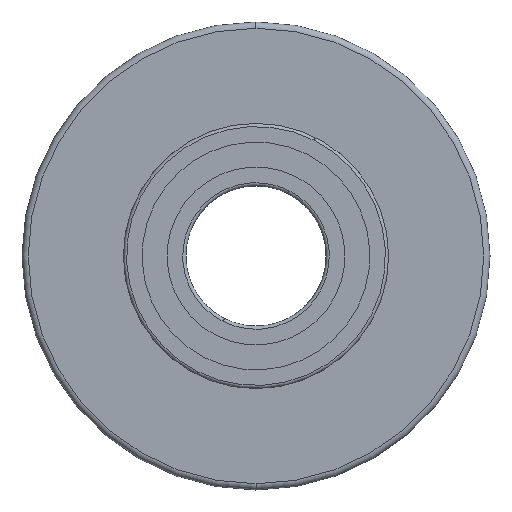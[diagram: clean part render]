
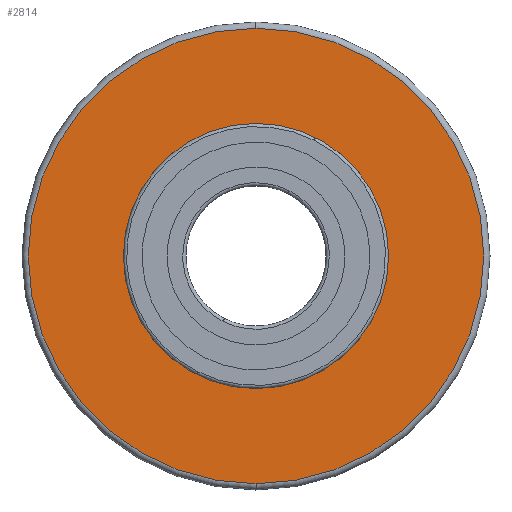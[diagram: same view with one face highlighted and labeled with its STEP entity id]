
A CAD part, left-side view. The second image highlights one B-rep face of the part: STEP entity #2814.
In plain terms, the highlighted planar face has unit normal (-1, 0, 0).
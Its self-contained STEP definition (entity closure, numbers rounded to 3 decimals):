
#100 = EDGE_CURVE ( 'NONE', #3996, #5132, #5236, .T. ) ;
#131 = AXIS2_PLACEMENT_3D ( 'NONE', #3867, #2228, #5046 ) ;
#139 = DIRECTION ( 'NONE',  ( 1., 0., 0. ) ) ;
#155 = EDGE_LOOP ( 'NONE', ( #773, #202 ) ) ;
#163 = CARTESIAN_POINT ( 'NONE',  ( -22.5, 0., -42.5 ) ) ;
#202 = ORIENTED_EDGE ( 'NONE', *, *, #100, .T. ) ;
#301 = DIRECTION ( 'NONE',  ( 0., 0., -1. ) ) ;
#423 = CARTESIAN_POINT ( 'NONE',  ( -22.5, 0., -73. ) ) ;
#483 = DIRECTION ( 'NONE',  ( 1., 0., 0. ) ) ;
#536 = FACE_OUTER_BOUND ( 'NONE', #1533, .T. ) ;
#540 = AXIS2_PLACEMENT_3D ( 'NONE', #1602, #3148, #5202 ) ;
#773 = ORIENTED_EDGE ( 'NONE', *, *, #3779, .T. ) ;
#1043 = ORIENTED_EDGE ( 'NONE', *, *, #4785, .T. ) ;
#1156 = AXIS2_PLACEMENT_3D ( 'NONE', #2318, #4763, #301 ) ;
#1533 = EDGE_LOOP ( 'NONE', ( #1043, #2981 ) ) ;
#1602 = CARTESIAN_POINT ( 'NONE',  ( -22.5, 0., 0. ) ) ;
#1741 = DIRECTION ( 'NONE',  ( 0., 0., -1. ) ) ;
#2131 = PLANE ( 'NONE',  #2818 ) ;
#2228 = DIRECTION ( 'NONE',  ( -1., 0., 0. ) ) ;
#2318 = CARTESIAN_POINT ( 'NONE',  ( -22.5, 0., 0. ) ) ;
#2440 = CARTESIAN_POINT ( 'NONE',  ( -22.5, 0., 42.5 ) ) ;
#2461 = VERTEX_POINT ( 'NONE', #423 ) ;
#2687 = EDGE_CURVE ( 'NONE', #4000, #2461, #3430, .T. ) ;
#2755 = CIRCLE ( 'NONE', #4069, 42.5 ) ;
#2814 = ADVANCED_FACE ( 'NONE', ( #3394, #536 ), #2131, .F. ) ;
#2818 = AXIS2_PLACEMENT_3D ( 'NONE', #3415, #139, #1741 ) ;
#2981 = ORIENTED_EDGE ( 'NONE', *, *, #2687, .T. ) ;
#3148 = DIRECTION ( 'NONE',  ( -1., 0., 0. ) ) ;
#3394 = FACE_BOUND ( 'NONE', #155, .T. ) ;
#3415 = CARTESIAN_POINT ( 'NONE',  ( -22.5, 0., 0. ) ) ;
#3430 = CIRCLE ( 'NONE', #540, 73. ) ;
#3764 = CARTESIAN_POINT ( 'NONE',  ( -22.5, 0., 73. ) ) ;
#3779 = EDGE_CURVE ( 'NONE', #5132, #3996, #2755, .T. ) ;
#3782 = DIRECTION ( 'NONE',  ( 0., 0., -1. ) ) ;
#3867 = CARTESIAN_POINT ( 'NONE',  ( -22.5, 0., 0. ) ) ;
#3972 = CIRCLE ( 'NONE', #131, 73. ) ;
#3996 = VERTEX_POINT ( 'NONE', #2440 ) ;
#4000 = VERTEX_POINT ( 'NONE', #3764 ) ;
#4069 = AXIS2_PLACEMENT_3D ( 'NONE', #4542, #483, #3782 ) ;
#4542 = CARTESIAN_POINT ( 'NONE',  ( -22.5, 0., 0. ) ) ;
#4763 = DIRECTION ( 'NONE',  ( 1., 0., 0. ) ) ;
#4785 = EDGE_CURVE ( 'NONE', #2461, #4000, #3972, .T. ) ;
#5046 = DIRECTION ( 'NONE',  ( 0., 0., -1. ) ) ;
#5132 = VERTEX_POINT ( 'NONE', #163 ) ;
#5202 = DIRECTION ( 'NONE',  ( 0., 0., -1. ) ) ;
#5236 = CIRCLE ( 'NONE', #1156, 42.5 ) ;
